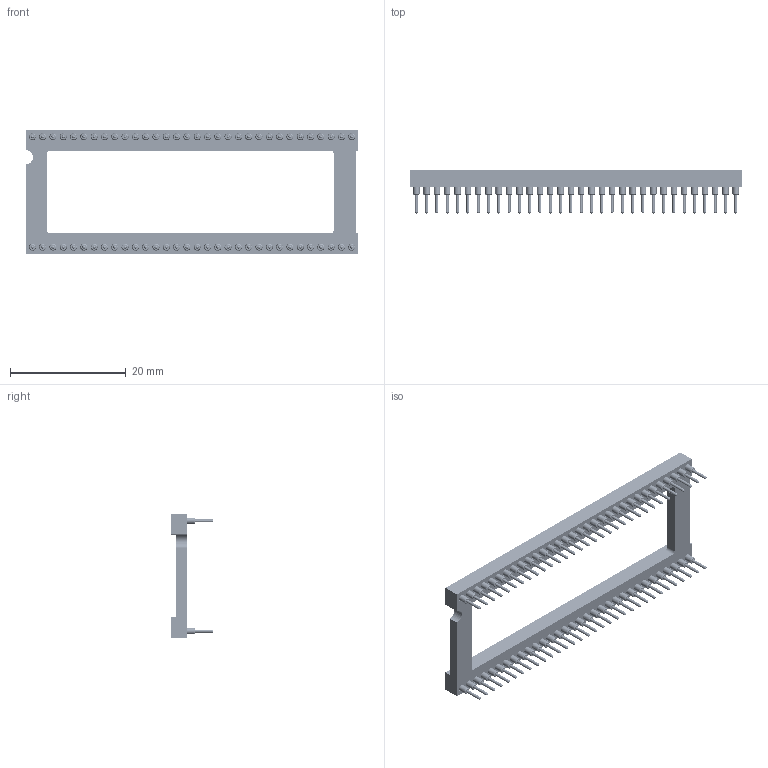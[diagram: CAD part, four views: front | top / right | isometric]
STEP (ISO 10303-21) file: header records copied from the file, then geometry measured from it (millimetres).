
FILE_DESCRIPTION((''),'2;1');
FILE_NAME('D8864_ASM','2008-08-04T',('wbourne'),(''),'PRO/ENGINEER BY PARAMETRIC TECHNOLOGY CORPORATION, 2007230','PRO/ENGINEER BY PARAMETRIC TECHNOLOGY CORPORATION, 2007230','');
FILE_SCHEMA(('CONFIG_CONTROL_DESIGN'));
Length unit declared in the file: millimetre
Products named in the file (5): D8864-MOULD; D8864-SHELL; D8864-CLIP; D8864-PIN_ASM; D8864_ASM
Assembly tree (67 placements, depth 3):
  D8864_ASM
    D8864-MOULD
    D8864-PIN_ASM  x64
      D8864-SHELL
      D8864-CLIP
Bounding box: 57.3 x 7.4 x 21.5 mm (x, y, z)
Volume: 1333.2 mm3; surface area: 5201.1 mm2
Topology: 129 solids, 129 shells, 4757 faces, 10876 edges, 6440 vertices
Faces by surface type: bspline 1536, cylinder 1157, plane 1104, cone 704, sphere 128, torus 128
Entity records: 13626 total; most frequent: CARTESIAN_POINT 2815, DIRECTION 2447, ORIENTED_EDGE 1962, AXIS2_PLACEMENT_3D 1040, EDGE_CURVE 981, VERTEX_POINT 644, EDGE_LOOP 607, CIRCLE 580
